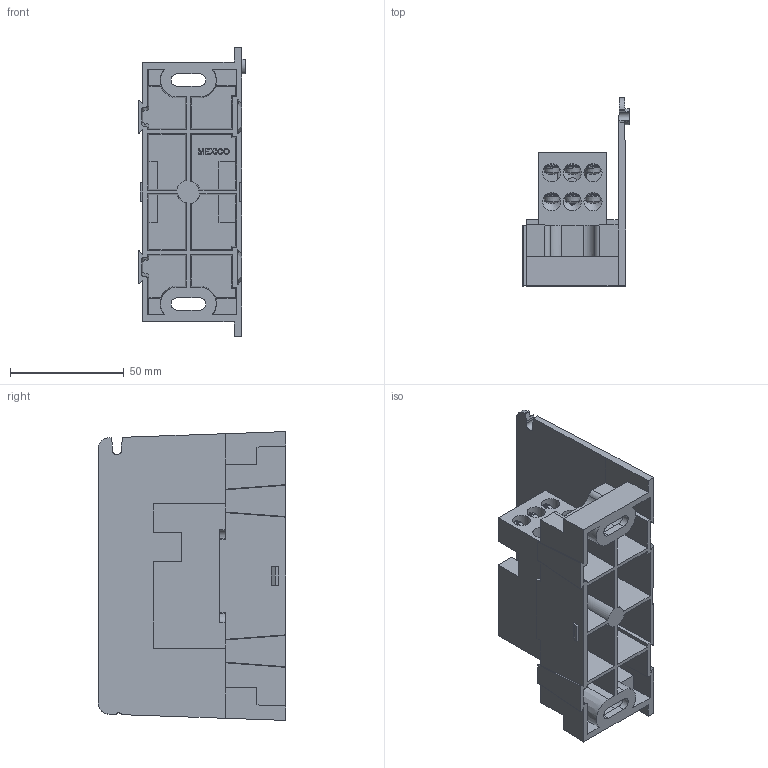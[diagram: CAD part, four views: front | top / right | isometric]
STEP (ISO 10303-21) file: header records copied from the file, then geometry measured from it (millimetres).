
FILE_DESCRIPTION (( 'STEP AP214' ), '1' );
FILE_NAME ('420201-ADDER.STEP', '2013-11-12T15:34:49', ( '' ), ( '' ), 'SwSTEP 2.0', 'SolidWorks 2013', '' );
FILE_SCHEMA (( 'AUTOMOTIVE_DESIGN' ));
Length unit declared in the file: inch
Products named in the file (11): 420201-ADDER_1_10; 420201-ADDER_1_2; 420201-ADDER_1_9; 420201-ADDER_1_5; 420201-ADDER_1_3; 420201-ADDER_1; 420201-ADDER_1_7; 420201-ADDER_1_4; 420201-ADDER; 420201-ADDER_1_8; 420201-ADDER_1_6
Assembly tree (10 placements, depth 2):
  420201-ADDER
    420201-ADDER_1_4
    420201-ADDER_1_7
    420201-ADDER_1
    420201-ADDER_1_3
    420201-ADDER_1_5
    420201-ADDER_1_9
    420201-ADDER_1_2
    420201-ADDER_1_10
    420201-ADDER_1_6
    420201-ADDER_1_8
Bounding box: 46.93 x 82.55 x 127.01 mm (x, y, z)
Surface area: 73083.1 mm2 (no closed solid volume)
Topology: 0 solids, 19 shells, 653 faces, 1888 edges, 1261 vertices
Faces by surface type: plane 265, cylinder 187, cone 166, bspline 24, sphere 7, torus 4
Full cylindrical faces by diameter (mm): 4.928 x1, 6.909 x7, 7.009 x24, 7.925 x18, 7.937 x6, 10.795 x1, 12.7 x1, 15.875 x1, 17.475 x1, 19.05 x1
Entity records: 46646 total; most frequent: CARTESIAN_POINT 23281, ORIENTED_EDGE 3163, DIRECTION 2616, EDGE_CURVE 1615, VERTEX_POINT 1136, AXIS2_PLACEMENT_3D 910, EDGE_LOOP 814, LINE 796
